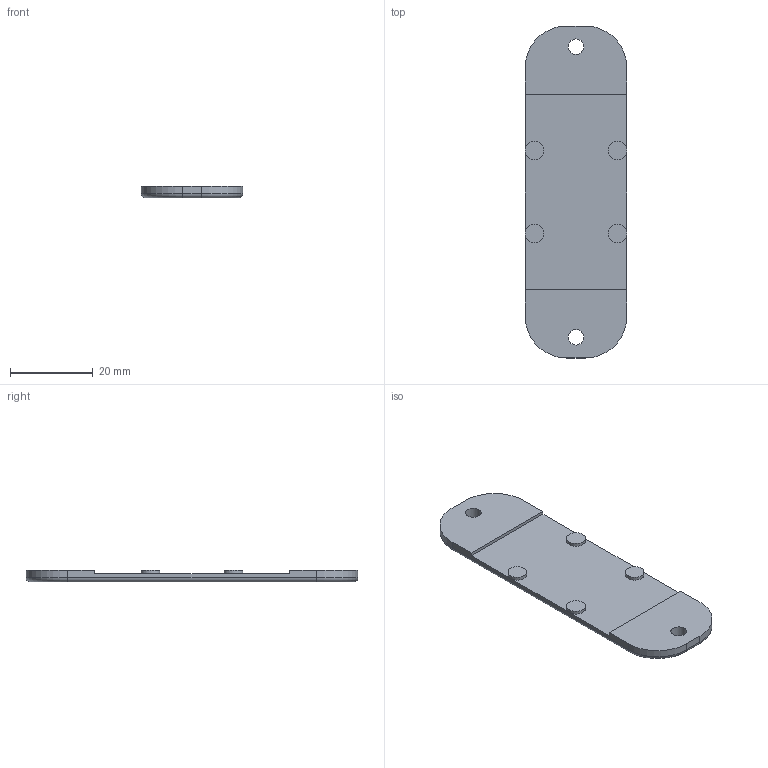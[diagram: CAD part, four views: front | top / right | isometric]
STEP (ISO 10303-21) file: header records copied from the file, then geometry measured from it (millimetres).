
FILE_DESCRIPTION(/* description */ (''),/* implementation_level */ '2;1');
FILE_NAME(/* name */ 'uzh_rcf_qav_mount_V2.stp',/* time_stamp */ '2022-12-04T21:44:30+01:00',/* author */ ('nhma'),/* organization */ (''),/* preprocessor_version */ 'ST-DEVELOPER v19',/* originating_system */ 'Autodesk Inventor 2023',/* authorisation */ '');
FILE_SCHEMA (('AUTOMOTIVE_DESIGN { 1 0 10303 214 3 1 1 }'));
Length unit declared in the file: millimetre
Products named in the file (1): uzh_rcf_qav_mount_V2
Bounding box: 24.5 x 80 x 2.8 mm (x, y, z)
Volume: 4274.6 mm3; surface area: 4233.7 mm2
Topology: 1 solids, 1 shells, 32 faces, 76 edges, 46 vertices
Faces by surface type: cylinder 14, plane 14, torus 4
Full cylindrical faces by diameter (mm): 3.75 x2, 4.5 x4
Entity records: 973 total; most frequent: DIRECTION 176, CARTESIAN_POINT 155, ORIENTED_EDGE 152, EDGE_CURVE 76, AXIS2_PLACEMENT_3D 67, VERTEX_POINT 46, LINE 42, VECTOR 42
